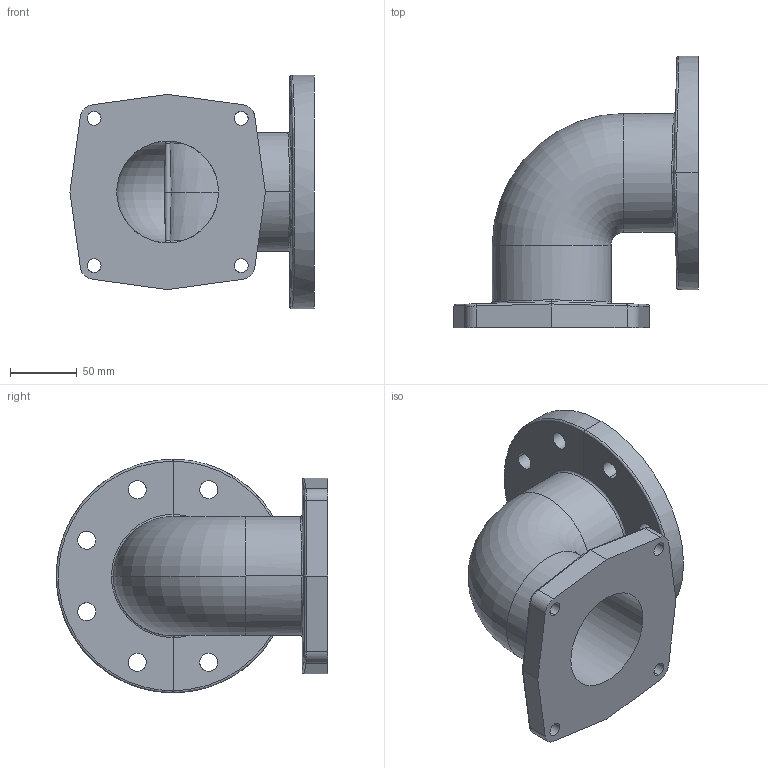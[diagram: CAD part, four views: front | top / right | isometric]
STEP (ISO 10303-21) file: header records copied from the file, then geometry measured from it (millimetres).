
FILE_DESCRIPTION((''),'2;1');
FILE_NAME('D20691_SW0001','2015-03-13T',('jhabe'),(''),'PRO/ENGINEER BY PARAMETRIC TECHNOLOGY CORPORATION, 2011310','PRO/ENGINEER BY PARAMETRIC TECHNOLOGY CORPORATION, 2011310','');
FILE_SCHEMA(('CONFIG_CONTROL_DESIGN'));
Length unit declared in the file: inch
Products named in the file (1): D20691_SW0001
Bounding box: 182.5 x 203.01 x 174.62 mm (x, y, z)
Surface area: 193849.3 mm2 (no closed solid volume)
Topology: 0 solids, 1 shells, 96 faces, 240 edges, 142 vertices
Faces by surface type: cylinder 46, bspline 20, plane 14, torus 8, cone 8
Entity records: 5066 total; most frequent: CARTESIAN_POINT 2862, ORIENTED_EDGE 474, DIRECTION 402, EDGE_CURVE 240, AXIS2_PLACEMENT_3D 160, VERTEX_POINT 142, EDGE_LOOP 122, FACE_OUTER_BOUND 96
